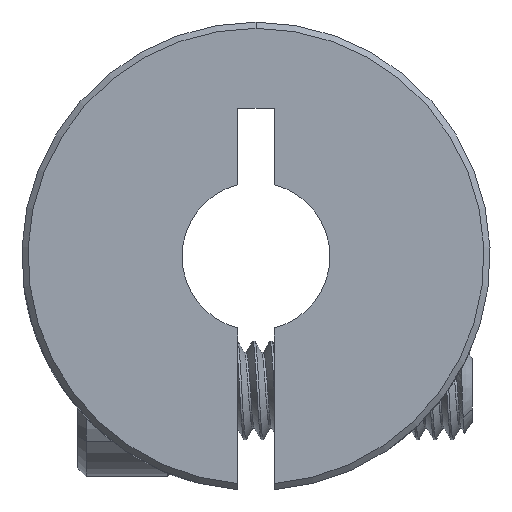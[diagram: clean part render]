
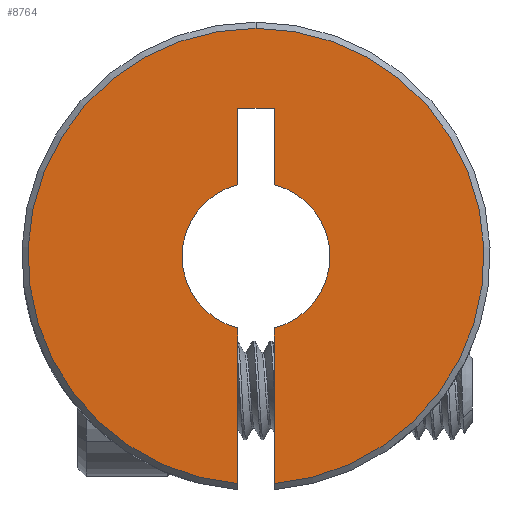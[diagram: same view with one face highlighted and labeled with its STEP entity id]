
A CAD part, front view. The second image highlights one B-rep face of the part: STEP entity #8764.
In plain terms, the highlighted planar face has unit normal (0, -1, 0).
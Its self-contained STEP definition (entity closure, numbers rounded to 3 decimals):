
#250 = EDGE_CURVE ( 'NONE', #13004, #11507, #15914, .T. ) ;
#274 = DIRECTION ( 'NONE',  ( 0., 1., 0. ) ) ;
#442 = DIRECTION ( 'NONE',  ( 0., 1., 0. ) ) ;
#486 = CARTESIAN_POINT ( 'NONE',  ( -0.75, -4.5, 2.905 ) ) ;
#584 = EDGE_CURVE ( 'NONE', #4027, #1114, #15508, .T. ) ;
#1021 = AXIS2_PLACEMENT_3D ( 'NONE', #14136, #1041, #11474 ) ;
#1041 = DIRECTION ( 'NONE',  ( 0., -1., 0. ) ) ;
#1114 = VERTEX_POINT ( 'NONE', #3084 ) ;
#1121 = CARTESIAN_POINT ( 'NONE',  ( 0., -4.5, 0. ) ) ;
#1191 = DIRECTION ( 'NONE',  ( 0., 0., 1. ) ) ;
#1248 = VECTOR ( 'NONE', #15714, 1000. ) ;
#1330 = DIRECTION ( 'NONE',  ( 1., 0., 0. ) ) ;
#1350 = CARTESIAN_POINT ( 'NONE',  ( 0.75, -4.5, 0. ) ) ;
#1462 = EDGE_LOOP ( 'NONE', ( #7738, #9835, #1986, #12548, #13304, #9915, #11607, #8655, #7822 ) ) ;
#1943 = CARTESIAN_POINT ( 'NONE',  ( -0.75, -4.5, -2.905 ) ) ;
#1962 = CARTESIAN_POINT ( 'NONE',  ( 0.75, -4.5, -9.22 ) ) ;
#1986 = ORIENTED_EDGE ( 'NONE', *, *, #4248, .T. ) ;
#2102 = CIRCLE ( 'NONE', #13466, 9.25 ) ;
#2116 = AXIS2_PLACEMENT_3D ( 'NONE', #16904, #15751, #7951 ) ;
#2256 = VECTOR ( 'NONE', #1330, 1000. ) ;
#2615 = CIRCLE ( 'NONE', #10006, 3. ) ;
#2651 = CARTESIAN_POINT ( 'NONE',  ( 0.75, -4.5, 0. ) ) ;
#3084 = CARTESIAN_POINT ( 'NONE',  ( 0.75, -4.5, 6. ) ) ;
#3087 = AXIS2_PLACEMENT_3D ( 'NONE', #4258, #442, #8316 ) ;
#3611 = CARTESIAN_POINT ( 'NONE',  ( 0., -4.5, 0. ) ) ;
#4027 = VERTEX_POINT ( 'NONE', #4596 ) ;
#4065 = EDGE_CURVE ( 'NONE', #12387, #4831, #2102, .T. ) ;
#4072 = VERTEX_POINT ( 'NONE', #486 ) ;
#4248 = EDGE_CURVE ( 'NONE', #4831, #6483, #14122, .T. ) ;
#4258 = CARTESIAN_POINT ( 'NONE',  ( 0., -4.5, 0. ) ) ;
#4543 = CARTESIAN_POINT ( 'NONE',  ( 0., -4.5, 9.25 ) ) ;
#4596 = CARTESIAN_POINT ( 'NONE',  ( -0.75, -4.5, 6. ) ) ;
#4652 = CARTESIAN_POINT ( 'NONE',  ( -0.75, -4.5, 0. ) ) ;
#4720 = FACE_OUTER_BOUND ( 'NONE', #1462, .T. ) ;
#4831 = VERTEX_POINT ( 'NONE', #4543 ) ;
#5045 = EDGE_CURVE ( 'NONE', #12387, #11507, #10075, .T. ) ;
#6067 = EDGE_CURVE ( 'NONE', #13004, #1114, #11064, .T. ) ;
#6483 = VERTEX_POINT ( 'NONE', #12791 ) ;
#7509 = EDGE_CURVE ( 'NONE', #6483, #13089, #15119, .T. ) ;
#7738 = ORIENTED_EDGE ( 'NONE', *, *, #5045, .F. ) ;
#7822 = ORIENTED_EDGE ( 'NONE', *, *, #250, .T. ) ;
#7951 = DIRECTION ( 'NONE',  ( 0., 0., 1. ) ) ;
#8316 = DIRECTION ( 'NONE',  ( 0., 0., 1. ) ) ;
#8655 = ORIENTED_EDGE ( 'NONE', *, *, #6067, .F. ) ;
#8764 = ADVANCED_FACE ( 'NONE', ( #4720 ), #14797, .F. ) ;
#9007 = CARTESIAN_POINT ( 'NONE',  ( -0.75, -4.5, 0. ) ) ;
#9140 = CARTESIAN_POINT ( 'NONE',  ( 0., -4.5, 6. ) ) ;
#9373 = VECTOR ( 'NONE', #13757, 1000. ) ;
#9835 = ORIENTED_EDGE ( 'NONE', *, *, #4065, .T. ) ;
#9915 = ORIENTED_EDGE ( 'NONE', *, *, #10160, .T. ) ;
#10006 = AXIS2_PLACEMENT_3D ( 'NONE', #1121, #274, #10205 ) ;
#10075 = LINE ( 'NONE', #2651, #14524 ) ;
#10160 = EDGE_CURVE ( 'NONE', #4072, #4027, #15087, .T. ) ;
#10205 = DIRECTION ( 'NONE',  ( 0., 0., 1. ) ) ;
#11033 = EDGE_CURVE ( 'NONE', #13089, #4072, #2615, .T. ) ;
#11064 = LINE ( 'NONE', #1350, #1248 ) ;
#11474 = DIRECTION ( 'NONE',  ( 0., 0., 1. ) ) ;
#11507 = VERTEX_POINT ( 'NONE', #14042 ) ;
#11607 = ORIENTED_EDGE ( 'NONE', *, *, #584, .T. ) ;
#11635 = VECTOR ( 'NONE', #1191, 1000. ) ;
#12080 = CARTESIAN_POINT ( 'NONE',  ( 0.75, -4.5, 2.905 ) ) ;
#12387 = VERTEX_POINT ( 'NONE', #1962 ) ;
#12510 = DIRECTION ( 'NONE',  ( 0., -1., 0. ) ) ;
#12548 = ORIENTED_EDGE ( 'NONE', *, *, #7509, .T. ) ;
#12791 = CARTESIAN_POINT ( 'NONE',  ( -0.75, -4.5, -9.22 ) ) ;
#13004 = VERTEX_POINT ( 'NONE', #12080 ) ;
#13089 = VERTEX_POINT ( 'NONE', #1943 ) ;
#13304 = ORIENTED_EDGE ( 'NONE', *, *, #11033, .T. ) ;
#13466 = AXIS2_PLACEMENT_3D ( 'NONE', #3611, #12510, #13975 ) ;
#13757 = DIRECTION ( 'NONE',  ( 0., 0., 1. ) ) ;
#13975 = DIRECTION ( 'NONE',  ( 0., 0., 1. ) ) ;
#14042 = CARTESIAN_POINT ( 'NONE',  ( 0.75, -4.5, -2.905 ) ) ;
#14122 = CIRCLE ( 'NONE', #1021, 9.25 ) ;
#14136 = CARTESIAN_POINT ( 'NONE',  ( 0., -4.5, 0. ) ) ;
#14400 = DIRECTION ( 'NONE',  ( 0., 0., 1. ) ) ;
#14524 = VECTOR ( 'NONE', #14400, 1000. ) ;
#14797 = PLANE ( 'NONE',  #3087 ) ;
#15087 = LINE ( 'NONE', #4652, #9373 ) ;
#15119 = LINE ( 'NONE', #9007, #11635 ) ;
#15508 = LINE ( 'NONE', #9140, #2256 ) ;
#15714 = DIRECTION ( 'NONE',  ( 0., 0., 1. ) ) ;
#15751 = DIRECTION ( 'NONE',  ( 0., 1., 0. ) ) ;
#15914 = CIRCLE ( 'NONE', #2116, 3. ) ;
#16904 = CARTESIAN_POINT ( 'NONE',  ( 0., -4.5, 0. ) ) ;
